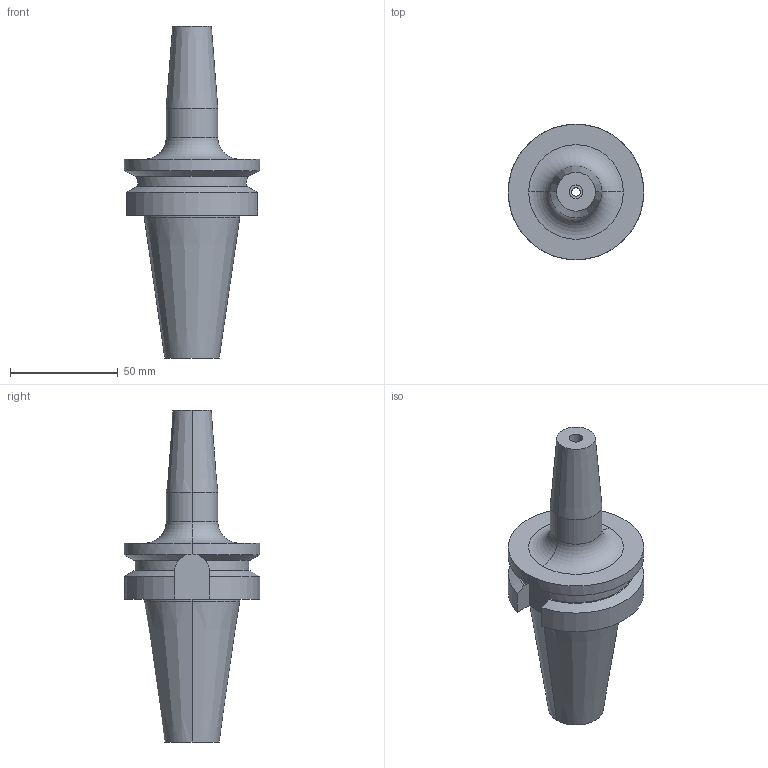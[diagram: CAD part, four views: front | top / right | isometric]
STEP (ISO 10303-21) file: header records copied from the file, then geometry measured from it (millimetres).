
FILE_DESCRIPTION (( 'STEP AP203' ), '1' );
FILE_NAME ('STP-SATE-28.651.54.350.STEP', '2019-09-18T06:19:50', ( '' ), ( '' ), 'SwSTEP 2.0', 'SolidWorks 2017', '' );
FILE_SCHEMA (( 'CONFIG_CONTROL_DESIGN' ));
Length unit declared in the file: millimetre
Products named in the file (1): STP-SATE-28.651.54.350
Bounding box: 63 x 63 x 154.3 mm (x, y, z)
Volume: 150853.1 mm3; surface area: 26573.7 mm2
Topology: 1 solids, 1 shells, 55 faces, 130 edges, 83 vertices
Faces by surface type: cylinder 25, plane 18, cone 10, torus 2
Entity records: 1740 total; most frequent: CARTESIAN_POINT 373, DIRECTION 281, ORIENTED_EDGE 260, EDGE_CURVE 130, AXIS2_PLACEMENT_3D 115, VERTEX_POINT 83, EDGE_LOOP 63, CIRCLE 59
